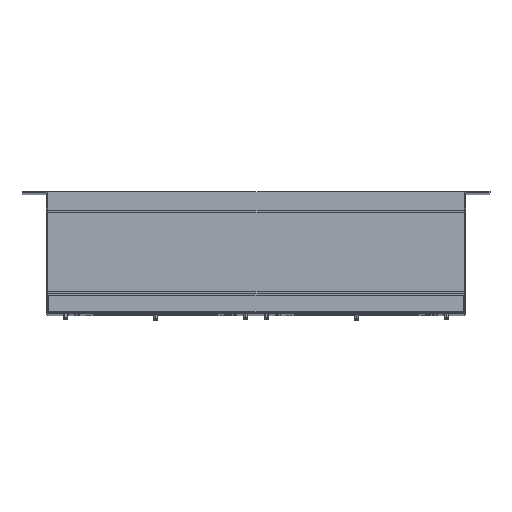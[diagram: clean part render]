
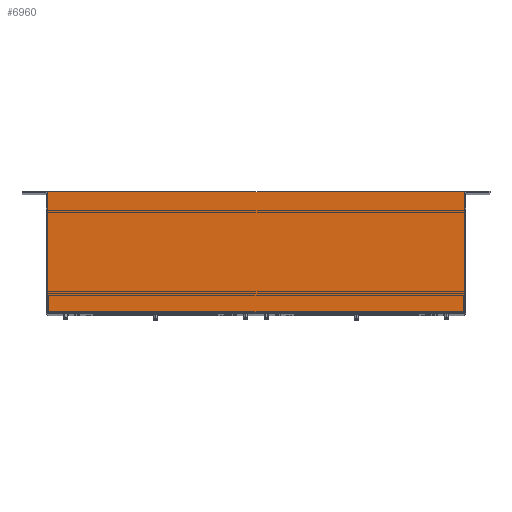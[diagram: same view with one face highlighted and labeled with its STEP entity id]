
A CAD part, top view. The second image highlights one B-rep face of the part: STEP entity #6960.
In plain terms, the highlighted planar face has unit normal (0, 0, 1).
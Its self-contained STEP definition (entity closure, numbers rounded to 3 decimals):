
#770 = EDGE_CURVE ( 'NONE', #21399, #24332, #14602, .T. ) ;
#1545 = EDGE_LOOP ( 'NONE', ( #3368, #11863, #24512, #21175 ) ) ;
#1712 = VECTOR ( 'NONE', #12498, 1000. ) ;
#2548 = DIRECTION ( 'NONE',  ( 0., -1., 0. ) ) ;
#3367 = FACE_OUTER_BOUND ( 'NONE', #1545, .T. ) ;
#3368 = ORIENTED_EDGE ( 'NONE', *, *, #5739, .T. ) ;
#4230 = LINE ( 'NONE', #6342, #16454 ) ;
#5029 = VECTOR ( 'NONE', #15547, 1000. ) ;
#5395 = CARTESIAN_POINT ( 'NONE',  ( 442., -128., 0. ) ) ;
#5547 = DIRECTION ( 'NONE',  ( -1., 0., 0. ) ) ;
#5739 = EDGE_CURVE ( 'NONE', #12304, #24332, #9471, .T. ) ;
#6342 = CARTESIAN_POINT ( 'NONE',  ( 442., 0., 0. ) ) ;
#6960 = ADVANCED_FACE ( 'NONE', ( #3367 ), #11991, .F. ) ;
#7322 = VECTOR ( 'NONE', #5547, 1000. ) ;
#9471 = LINE ( 'NONE', #22297, #5029 ) ;
#10696 = CARTESIAN_POINT ( 'NONE',  ( 0., -128., 0. ) ) ;
#11863 = ORIENTED_EDGE ( 'NONE', *, *, #770, .F. ) ;
#11991 = PLANE ( 'NONE',  #15861 ) ;
#12304 = VERTEX_POINT ( 'NONE', #19700 ) ;
#12498 = DIRECTION ( 'NONE',  ( -1., 0., 0. ) ) ;
#14602 = LINE ( 'NONE', #14743, #1712 ) ;
#14743 = CARTESIAN_POINT ( 'NONE',  ( 442., -128., 0. ) ) ;
#14917 = EDGE_CURVE ( 'NONE', #27157, #21399, #4230, .T. ) ;
#15547 = DIRECTION ( 'NONE',  ( 0., -1., 0. ) ) ;
#15861 = AXIS2_PLACEMENT_3D ( 'NONE', #26639, #24781, #16075 ) ;
#16075 = DIRECTION ( 'NONE',  ( -1., 0., 0. ) ) ;
#16454 = VECTOR ( 'NONE', #2548, 1000. ) ;
#16524 = CARTESIAN_POINT ( 'NONE',  ( 442., 0., 0. ) ) ;
#19017 = CARTESIAN_POINT ( 'NONE',  ( 442., 0., 0. ) ) ;
#19160 = LINE ( 'NONE', #19017, #7322 ) ;
#19700 = CARTESIAN_POINT ( 'NONE',  ( 0., 0., 0. ) ) ;
#21175 = ORIENTED_EDGE ( 'NONE', *, *, #26425, .T. ) ;
#21399 = VERTEX_POINT ( 'NONE', #5395 ) ;
#22297 = CARTESIAN_POINT ( 'NONE',  ( 0., 0., 0. ) ) ;
#24332 = VERTEX_POINT ( 'NONE', #10696 ) ;
#24512 = ORIENTED_EDGE ( 'NONE', *, *, #14917, .F. ) ;
#24781 = DIRECTION ( 'NONE',  ( 0., 0., -1. ) ) ;
#26425 = EDGE_CURVE ( 'NONE', #27157, #12304, #19160, .T. ) ;
#26639 = CARTESIAN_POINT ( 'NONE',  ( 442., 0., 0. ) ) ;
#27157 = VERTEX_POINT ( 'NONE', #16524 ) ;
